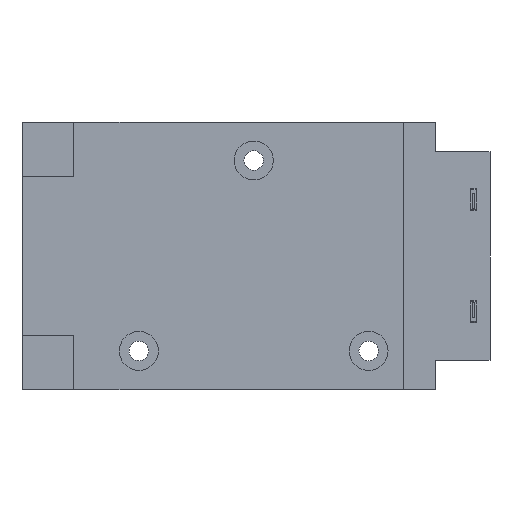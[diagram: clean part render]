
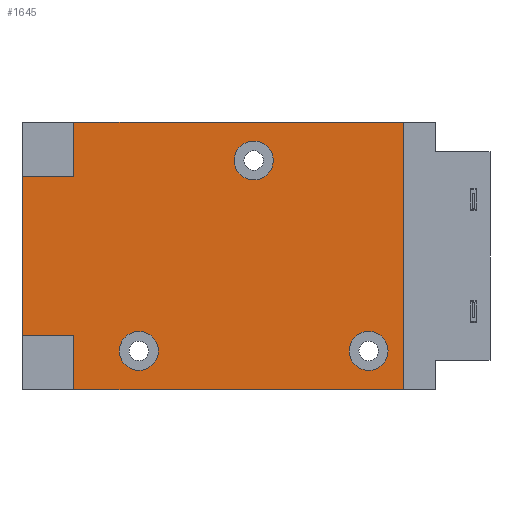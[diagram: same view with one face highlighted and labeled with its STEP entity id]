
A CAD part, front view. The second image highlights one B-rep face of the part: STEP entity #1645.
In plain terms, the highlighted planar face has unit normal (0, -1, 0).
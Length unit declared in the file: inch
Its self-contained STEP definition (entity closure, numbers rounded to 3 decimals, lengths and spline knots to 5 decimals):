
#15 = ORIENTED_EDGE ( 'NONE', *, *, #1337, .T. ) ;
#34 = CARTESIAN_POINT ( 'NONE',  ( 0.5205, 0.055, -0.4385 ) ) ;
#82 = DIRECTION ( 'NONE',  ( 0., 0., 1. ) ) ;
#123 = ORIENTED_EDGE ( 'NONE', *, *, #4353, .T. ) ;
#203 = EDGE_CURVE ( 'NONE', #2875, #3121, #1306, .T. ) ;
#255 = ORIENTED_EDGE ( 'NONE', *, *, #507, .F. ) ;
#270 = CARTESIAN_POINT ( 'NONE',  ( -0.0105, 0.055, 0.3515 ) ) ;
#278 = AXIS2_PLACEMENT_3D ( 'NONE', #1657, #5209, #5686 ) ;
#289 = VECTOR ( 'NONE', #353, 39.37008 ) ;
#353 = DIRECTION ( 'NONE',  ( -1., 0., 0. ) ) ;
#355 = DIRECTION ( 'NONE',  ( 0., 0., -1. ) ) ;
#427 = DIRECTION ( 'NONE',  ( 0., 1., 0. ) ) ;
#507 = EDGE_CURVE ( 'NONE', #2262, #4050, #1088, .T. ) ;
#529 = EDGE_CURVE ( 'NONE', #3870, #2871, #4499, .T. ) ;
#534 = VECTOR ( 'NONE', #885, 39.37008 ) ;
#618 = VECTOR ( 'NONE', #355, 39.37008 ) ;
#638 = ORIENTED_EDGE ( 'NONE', *, *, #2528, .T. ) ;
#749 = CIRCLE ( 'NONE', #5518, 0.09 ) ;
#753 = PLANE ( 'NONE',  #4985 ) ;
#825 = EDGE_CURVE ( 'NONE', #4767, #3320, #5071, .T. ) ;
#839 = CARTESIAN_POINT ( 'NONE',  ( 0., 0.055, -0.3675 ) ) ;
#885 = DIRECTION ( 'NONE',  ( 0., 0., -1. ) ) ;
#920 = CARTESIAN_POINT ( 'NONE',  ( -0.8415, 0.055, 0. ) ) ;
#943 = DIRECTION ( 'NONE',  ( 0., 0., 1. ) ) ;
#979 = DIRECTION ( 'NONE',  ( 0., 0., 1. ) ) ;
#1003 = LINE ( 'NONE', #920, #5690 ) ;
#1088 = LINE ( 'NONE', #5133, #4800 ) ;
#1114 = VECTOR ( 'NONE', #3345, 39.37008 ) ;
#1211 = FACE_OUTER_BOUND ( 'NONE', #5252, .T. ) ;
#1288 = CARTESIAN_POINT ( 'NONE',  ( -0.8415, 0.055, 0. ) ) ;
#1291 = AXIS2_PLACEMENT_3D ( 'NONE', #4056, #1820, #943 ) ;
#1306 = LINE ( 'NONE', #3971, #2911 ) ;
#1337 = EDGE_CURVE ( 'NONE', #4767, #2765, #1003, .T. ) ;
#1420 = CARTESIAN_POINT ( 'NONE',  ( -1.0815, 0.055, 0.3675 ) ) ;
#1473 = CARTESIAN_POINT ( 'NONE',  ( -0.0105, 0.055, 0.4415 ) ) ;
#1507 = CARTESIAN_POINT ( 'NONE',  ( -0.0105, 0.055, 0.4415 ) ) ;
#1537 = CARTESIAN_POINT ( 'NONE',  ( 0.6815, 0.055, 0. ) ) ;
#1593 = LINE ( 'NONE', #1537, #1114 ) ;
#1598 = CARTESIAN_POINT ( 'NONE',  ( 0., 0.055, 0. ) ) ;
#1622 = EDGE_CURVE ( 'NONE', #1945, #2376, #3813, .T. ) ;
#1633 = CARTESIAN_POINT ( 'NONE',  ( 0.6815, 0.055, -0.6175 ) ) ;
#1644 = EDGE_LOOP ( 'NONE', ( #2654, #2041 ) ) ;
#1645 = ADVANCED_FACE ( 'NONE', ( #4351, #2400, #2675, #1211 ), #753, .F. ) ;
#1657 = CARTESIAN_POINT ( 'NONE',  ( 0.5205, 0.055, -0.4385 ) ) ;
#1820 = DIRECTION ( 'NONE',  ( 0., 1., 0. ) ) ;
#1913 = DIRECTION ( 'NONE',  ( 0., 1., 0. ) ) ;
#1945 = VERTEX_POINT ( 'NONE', #4043 ) ;
#2012 = VERTEX_POINT ( 'NONE', #4159 ) ;
#2041 = ORIENTED_EDGE ( 'NONE', *, *, #5584, .T. ) ;
#2052 = ORIENTED_EDGE ( 'NONE', *, *, #3407, .F. ) ;
#2076 = EDGE_CURVE ( 'NONE', #2765, #5200, #2669, .T. ) ;
#2262 = VERTEX_POINT ( 'NONE', #5299 ) ;
#2344 = EDGE_LOOP ( 'NONE', ( #2416, #3364 ) ) ;
#2347 = DIRECTION ( 'NONE',  ( 1., 0., 0. ) ) ;
#2362 = ORIENTED_EDGE ( 'NONE', *, *, #3565, .T. ) ;
#2375 = CARTESIAN_POINT ( 'NONE',  ( -0.0105, 0.055, 0.5315 ) ) ;
#2376 = VERTEX_POINT ( 'NONE', #4337 ) ;
#2400 = FACE_BOUND ( 'NONE', #1644, .T. ) ;
#2416 = ORIENTED_EDGE ( 'NONE', *, *, #5223, .T. ) ;
#2482 = CARTESIAN_POINT ( 'NONE',  ( -0.8415, 0.055, -0.6175 ) ) ;
#2528 = EDGE_CURVE ( 'NONE', #3121, #3320, #4063, .T. ) ;
#2654 = ORIENTED_EDGE ( 'NONE', *, *, #1622, .T. ) ;
#2669 = LINE ( 'NONE', #5022, #3455 ) ;
#2675 = FACE_BOUND ( 'NONE', #5494, .T. ) ;
#2744 = AXIS2_PLACEMENT_3D ( 'NONE', #1473, #4073, #82 ) ;
#2765 = VERTEX_POINT ( 'NONE', #2482 ) ;
#2871 = VERTEX_POINT ( 'NONE', #270 ) ;
#2875 = VERTEX_POINT ( 'NONE', #4274 ) ;
#2911 = VECTOR ( 'NONE', #4892, 39.37008 ) ;
#3121 = VERTEX_POINT ( 'NONE', #1420 ) ;
#3280 = DIRECTION ( 'NONE',  ( 0., 0., 1. ) ) ;
#3320 = VERTEX_POINT ( 'NONE', #5616 ) ;
#3344 = CIRCLE ( 'NONE', #2744, 0.09 ) ;
#3345 = DIRECTION ( 'NONE',  ( 0., 0., -1. ) ) ;
#3357 = DIRECTION ( 'NONE',  ( 1., 0., 0. ) ) ;
#3358 = CIRCLE ( 'NONE', #1291, 0.09 ) ;
#3364 = ORIENTED_EDGE ( 'NONE', *, *, #529, .T. ) ;
#3407 = EDGE_CURVE ( 'NONE', #4050, #5200, #1593, .T. ) ;
#3455 = VECTOR ( 'NONE', #2347, 39.37008 ) ;
#3565 = EDGE_CURVE ( 'NONE', #2262, #2875, #5581, .T. ) ;
#3813 = CIRCLE ( 'NONE', #278, 0.09 ) ;
#3848 = CIRCLE ( 'NONE', #5231, 0.09 ) ;
#3864 = VERTEX_POINT ( 'NONE', #5075 ) ;
#3870 = VERTEX_POINT ( 'NONE', #2375 ) ;
#3920 = DIRECTION ( 'NONE',  ( 0., 1., 0. ) ) ;
#3971 = CARTESIAN_POINT ( 'NONE',  ( 0., 0.055, 0.3675 ) ) ;
#4005 = AXIS2_PLACEMENT_3D ( 'NONE', #1507, #1913, #3280 ) ;
#4043 = CARTESIAN_POINT ( 'NONE',  ( 0.5205, 0.055, -0.5285 ) ) ;
#4050 = VERTEX_POINT ( 'NONE', #5304 ) ;
#4056 = CARTESIAN_POINT ( 'NONE',  ( -0.5415, 0.055, -0.4385 ) ) ;
#4063 = LINE ( 'NONE', #4411, #618 ) ;
#4073 = DIRECTION ( 'NONE',  ( 0., 1., 0. ) ) ;
#4159 = CARTESIAN_POINT ( 'NONE',  ( -0.5415, 0.055, -0.5285 ) ) ;
#4274 = CARTESIAN_POINT ( 'NONE',  ( -0.8415, 0.055, 0.3675 ) ) ;
#4337 = CARTESIAN_POINT ( 'NONE',  ( 0.5205, 0.055, -0.3485 ) ) ;
#4351 = FACE_BOUND ( 'NONE', #2344, .T. ) ;
#4353 = EDGE_CURVE ( 'NONE', #2012, #3864, #3358, .T. ) ;
#4355 = DIRECTION ( 'NONE',  ( 0., 0., 1. ) ) ;
#4402 = ORIENTED_EDGE ( 'NONE', *, *, #5503, .T. ) ;
#4411 = CARTESIAN_POINT ( 'NONE',  ( -1.0815, 0.055, 0. ) ) ;
#4448 = DIRECTION ( 'NONE',  ( 0., 0., -1. ) ) ;
#4499 = CIRCLE ( 'NONE', #4005, 0.09 ) ;
#4534 = DIRECTION ( 'NONE',  ( 0., 1., 0. ) ) ;
#4767 = VERTEX_POINT ( 'NONE', #5777 ) ;
#4800 = VECTOR ( 'NONE', #3357, 39.37008 ) ;
#4892 = DIRECTION ( 'NONE',  ( -1., 0., 0. ) ) ;
#4945 = CARTESIAN_POINT ( 'NONE',  ( -0.5415, 0.055, -0.4385 ) ) ;
#4985 = AXIS2_PLACEMENT_3D ( 'NONE', #1598, #3920, #4355 ) ;
#5018 = ORIENTED_EDGE ( 'NONE', *, *, #203, .T. ) ;
#5022 = CARTESIAN_POINT ( 'NONE',  ( 0., 0.055, -0.6175 ) ) ;
#5071 = LINE ( 'NONE', #839, #289 ) ;
#5075 = CARTESIAN_POINT ( 'NONE',  ( -0.5415, 0.055, -0.3485 ) ) ;
#5077 = ORIENTED_EDGE ( 'NONE', *, *, #2076, .T. ) ;
#5133 = CARTESIAN_POINT ( 'NONE',  ( 0., 0.055, 0.6175 ) ) ;
#5200 = VERTEX_POINT ( 'NONE', #1633 ) ;
#5209 = DIRECTION ( 'NONE',  ( 0., 1., 0. ) ) ;
#5223 = EDGE_CURVE ( 'NONE', #2871, #3870, #3344, .T. ) ;
#5231 = AXIS2_PLACEMENT_3D ( 'NONE', #34, #4534, #5825 ) ;
#5252 = EDGE_LOOP ( 'NONE', ( #5766, #15, #5077, #2052, #255, #2362, #5018, #638 ) ) ;
#5299 = CARTESIAN_POINT ( 'NONE',  ( -0.8415, 0.055, 0.6175 ) ) ;
#5304 = CARTESIAN_POINT ( 'NONE',  ( 0.6815, 0.055, 0.6175 ) ) ;
#5494 = EDGE_LOOP ( 'NONE', ( #123, #4402 ) ) ;
#5503 = EDGE_CURVE ( 'NONE', #3864, #2012, #749, .T. ) ;
#5518 = AXIS2_PLACEMENT_3D ( 'NONE', #4945, #427, #979 ) ;
#5581 = LINE ( 'NONE', #1288, #534 ) ;
#5584 = EDGE_CURVE ( 'NONE', #2376, #1945, #3848, .T. ) ;
#5616 = CARTESIAN_POINT ( 'NONE',  ( -1.0815, 0.055, -0.3675 ) ) ;
#5686 = DIRECTION ( 'NONE',  ( 0., 0., 1. ) ) ;
#5690 = VECTOR ( 'NONE', #4448, 39.37008 ) ;
#5766 = ORIENTED_EDGE ( 'NONE', *, *, #825, .F. ) ;
#5777 = CARTESIAN_POINT ( 'NONE',  ( -0.8415, 0.055, -0.3675 ) ) ;
#5825 = DIRECTION ( 'NONE',  ( 0., 0., 1. ) ) ;
